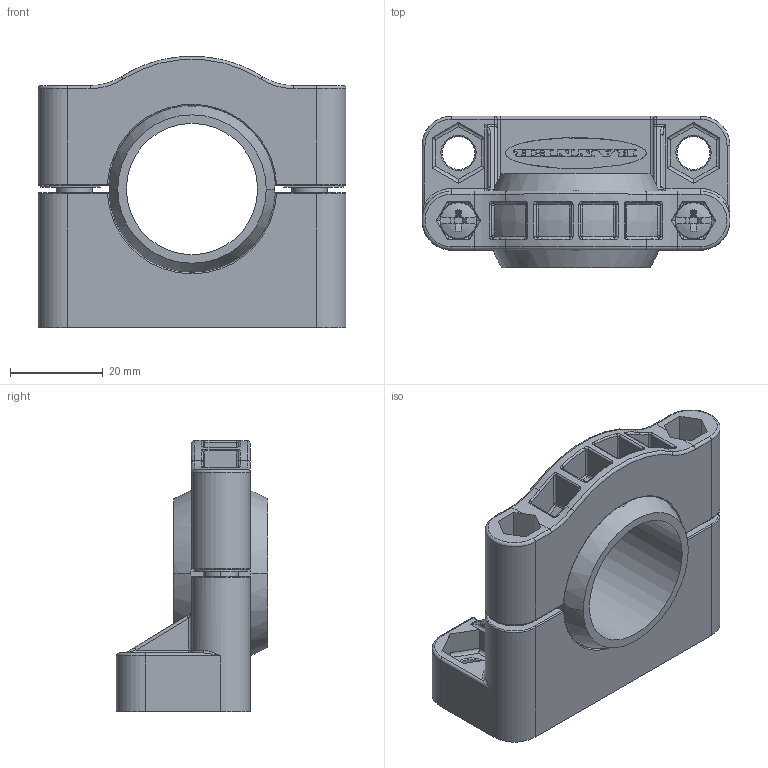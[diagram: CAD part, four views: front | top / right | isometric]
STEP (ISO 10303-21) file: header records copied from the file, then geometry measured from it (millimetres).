
FILE_DESCRIPTION((''),'2;1');
FILE_NAME('141766_SW','2008-08-08T',('banengservice'),('BANNER ENGINEERING'),'PRO/ENGINEER BY PARAMETRIC TECHNOLOGY CORPORATION, 2006170','PRO/ENGINEER BY PARAMETRIC TECHNOLOGY CORPORATION, 2006170','');
FILE_SCHEMA(('CONFIG_CONTROL_DESIGN'));
Length unit declared in the file: inch
Products named in the file (1): 141766_SW
Bounding box: 66.55 x 32.77 x 58.67 mm (x, y, z)
Volume: 38733.9 mm3; surface area: 24108 mm2
Topology: 2 solids, 2 shells, 783 faces, 2015 edges, 1258 vertices
Faces by surface type: plane 282, cylinder 255, torus 95, bspline 79, sphere 53, cone 12, extrusion 7
Entity records: 30066 total; most frequent: CARTESIAN_POINT 11340, ORIENTED_EDGE 4026, DIRECTION 3814, EDGE_CURVE 2013, AXIS2_PLACEMENT_3D 1458, VERTEX_POINT 1258, VECTOR 898, LINE 891
